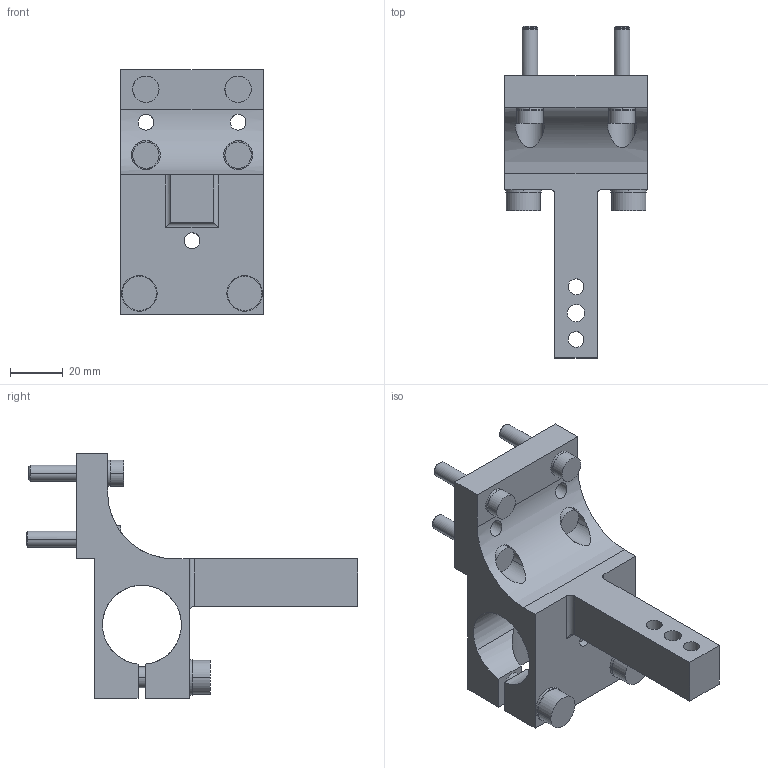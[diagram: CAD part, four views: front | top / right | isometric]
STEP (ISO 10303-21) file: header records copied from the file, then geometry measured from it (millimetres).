
FILE_DESCRIPTION(('CATIA V5 STEP Exchange'),'2;1');
FILE_NAME('AVGT182.stp','2018-12-19T02:09:47+00:00',('none'),('none'),'CATIA Version 5 Release 21 GA (IN-10)','CATIA V5 STEP AP203','none');
FILE_SCHEMA(('CONFIG_CONTROL_DESIGN'));
Length unit declared in the file: millimetre
Products named in the file (1): AVGT182
Bounding box: 54 x 126 x 93 mm (x, y, z)
Volume: 99665.5 mm3; surface area: 37325.6 mm2
Topology: 5 solids, 5 shells, 148 faces, 344 edges, 226 vertices
Faces by surface type: cylinder 86, plane 50, cone 12
Entity records: 4674 total; most frequent: CARTESIAN_POINT 1399, ORIENTED_EDGE 688, DIRECTION 548, EDGE_CURVE 344, AXIS2_PLACEMENT_3D 270, VERTEX_POINT 226, EDGE_LOOP 186, ADVANCED_FACE 148
